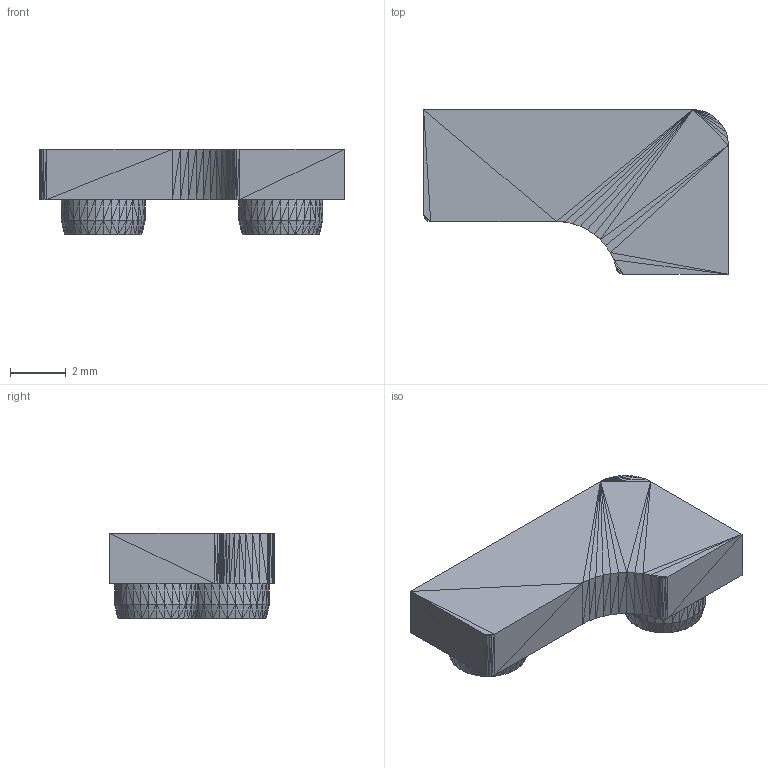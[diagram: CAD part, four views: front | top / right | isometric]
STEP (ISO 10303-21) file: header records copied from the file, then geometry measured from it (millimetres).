
FILE_DESCRIPTION(('FreeCAD Model'),'2;1');
FILE_NAME('Kailh_PCB_Socket_1511_MX.step','2019-05-22T11:49:02',( 'FreeCAD'),('FreeCAD'),'Open CASCADE STEP processor 7.3','FreeCAD', 'Unknown');
FILE_SCHEMA(('AUTOMOTIVE_DESIGN { 1 0 10303 214 1 1 1 1 }'));
Length unit declared in the file: millimetre
Products named in the file (1): Open CASCADE STEP translator 7.3 1
Bounding box: 10.9 x 5.89 x 3.05 mm (x, y, z)
Surface area: 182.1 mm2 (no closed solid volume)
Topology: 0 solids, 1 shells, 512 faces, 768 edges, 258 vertices
Faces by surface type: plane 512
Entity records: 19222 total; most frequent: CARTESIAN_POINT 3843, DIRECTION 2562, ORIENTED_EDGE 1536, LINE 1536, VECTOR 1536, PCURVE 1536, DEFINITIONAL_REPRESENTATION 1536, EDGE_CURVE 768
